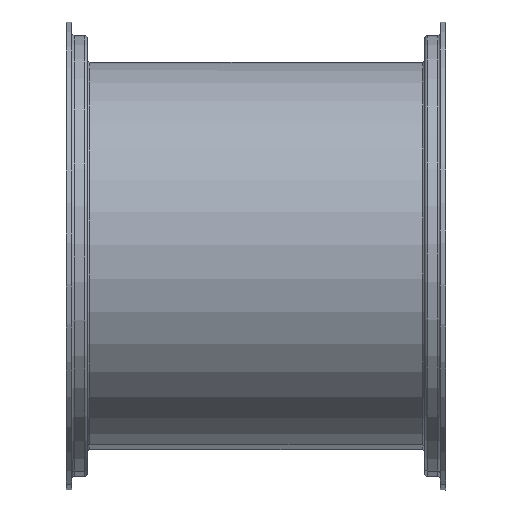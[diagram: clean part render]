
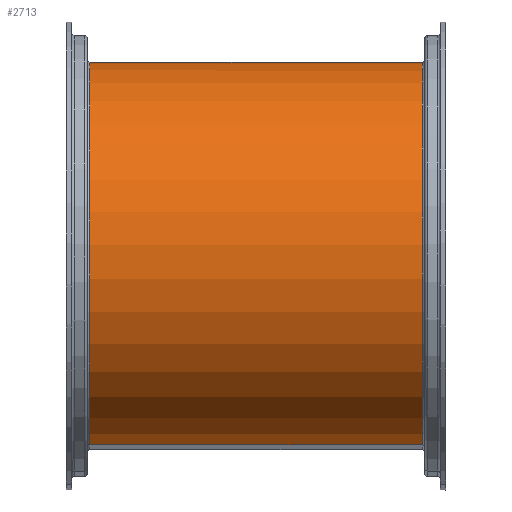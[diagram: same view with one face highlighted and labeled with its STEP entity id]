
A CAD part, top view. The second image highlights one B-rep face of the part: STEP entity #2713.
In plain terms, the highlighted cylindrical face has radius 182.245 mm (diameter 364.49 mm), a partial arc.
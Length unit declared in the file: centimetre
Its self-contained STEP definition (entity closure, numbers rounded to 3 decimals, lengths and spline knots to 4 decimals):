
#58 = AXIS2_PLACEMENT_3D ( 'NONE', #2915, #2176, #955 ) ;
#268 = VECTOR ( 'NONE', #561, 100. ) ;
#299 = VERTEX_POINT ( 'NONE', #1930 ) ;
#310 = VERTEX_POINT ( 'NONE', #2953 ) ;
#314 = EDGE_LOOP ( 'NONE', ( #994, #1215, #2263, #1565 ) ) ;
#340 = CARTESIAN_POINT ( 'NONE',  ( 52.0727, 87.05, -18.2245 ) ) ;
#561 = DIRECTION ( 'NONE',  ( -1., 0., 0. ) ) ;
#793 = DIRECTION ( 'NONE',  ( -1., 0., 0. ) ) ;
#955 = DIRECTION ( 'NONE',  ( 0., 0., -1. ) ) ;
#994 = ORIENTED_EDGE ( 'NONE', *, *, #1231, .F. ) ;
#1142 = CIRCLE ( 'NONE', #1641, 18.2245 ) ;
#1213 = CARTESIAN_POINT ( 'NONE',  ( 36.449, 87.05, -18.2245 ) ) ;
#1215 = ORIENTED_EDGE ( 'NONE', *, *, #2775, .T. ) ;
#1225 = VERTEX_POINT ( 'NONE', #2267 ) ;
#1231 = EDGE_CURVE ( 'NONE', #310, #299, #1142, .T. ) ;
#1269 = FACE_OUTER_BOUND ( 'NONE', #314, .T. ) ;
#1396 = CIRCLE ( 'NONE', #58, 18.2245 ) ;
#1510 = DIRECTION ( 'NONE',  ( 1., 0., 0. ) ) ;
#1522 = CARTESIAN_POINT ( 'NONE',  ( 52.0727, 87.05, 18.2245 ) ) ;
#1565 = ORIENTED_EDGE ( 'NONE', *, *, #1654, .F. ) ;
#1641 = AXIS2_PLACEMENT_3D ( 'NONE', #3020, #1510, #2524 ) ;
#1654 = EDGE_CURVE ( 'NONE', #299, #1225, #2784, .T. ) ;
#1812 = AXIS2_PLACEMENT_3D ( 'NONE', #2797, #793, #1992 ) ;
#1930 = CARTESIAN_POINT ( 'NONE',  ( 67.691, 87.05, 18.2245 ) ) ;
#1992 = DIRECTION ( 'NONE',  ( 0., 0., 1. ) ) ;
#2010 = CYLINDRICAL_SURFACE ( 'NONE', #1812, 18.2245 ) ;
#2030 = LINE ( 'NONE', #340, #268 ) ;
#2167 = VERTEX_POINT ( 'NONE', #1213 ) ;
#2176 = DIRECTION ( 'NONE',  ( 1., 0., 0. ) ) ;
#2263 = ORIENTED_EDGE ( 'NONE', *, *, #2672, .T. ) ;
#2267 = CARTESIAN_POINT ( 'NONE',  ( 36.449, 87.05, 18.2245 ) ) ;
#2521 = DIRECTION ( 'NONE',  ( -1., 0., 0. ) ) ;
#2524 = DIRECTION ( 'NONE',  ( 0., 0., -1. ) ) ;
#2641 = VECTOR ( 'NONE', #2521, 100. ) ;
#2672 = EDGE_CURVE ( 'NONE', #2167, #1225, #1396, .T. ) ;
#2713 = ADVANCED_FACE ( 'NONE', ( #1269 ), #2010, .T. ) ;
#2775 = EDGE_CURVE ( 'NONE', #310, #2167, #2030, .T. ) ;
#2784 = LINE ( 'NONE', #1522, #2641 ) ;
#2797 = CARTESIAN_POINT ( 'NONE',  ( 52.0727, 87.05, 0. ) ) ;
#2915 = CARTESIAN_POINT ( 'NONE',  ( 36.449, 87.05, 0. ) ) ;
#2953 = CARTESIAN_POINT ( 'NONE',  ( 67.691, 87.05, -18.2245 ) ) ;
#3020 = CARTESIAN_POINT ( 'NONE',  ( 67.691, 87.05, 0. ) ) ;
